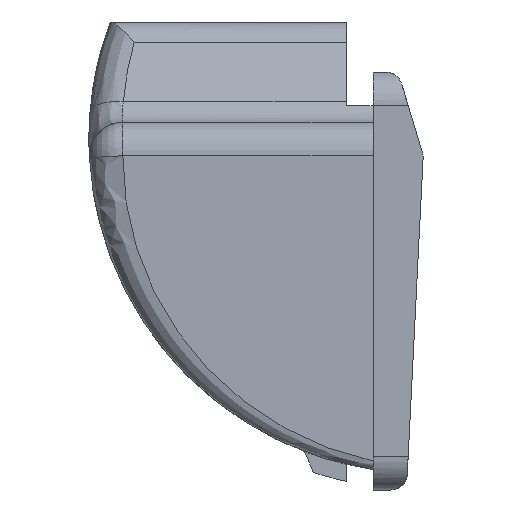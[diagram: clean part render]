
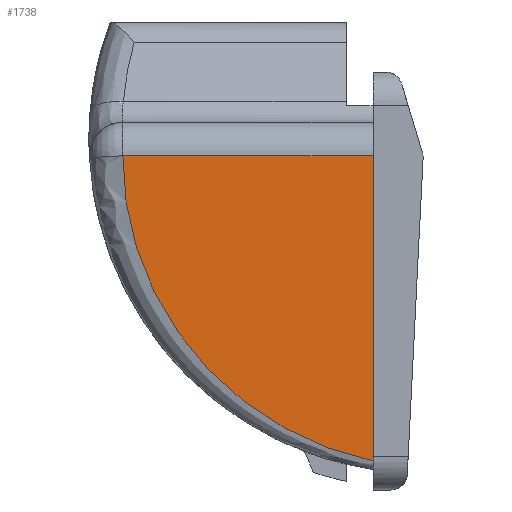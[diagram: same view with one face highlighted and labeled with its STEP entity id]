
A CAD part, left-side view. The second image highlights one B-rep face of the part: STEP entity #1738.
In plain terms, the highlighted planar face has unit normal (-1, 0, 0).
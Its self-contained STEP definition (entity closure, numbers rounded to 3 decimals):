
#103 = CARTESIAN_POINT ( 'NONE',  ( -48.5, 1000., 9.75 ) ) ;
#225 = CARTESIAN_POINT ( 'NONE',  ( -48.5, 14.119, 2.162 ) ) ;
#232 = CARTESIAN_POINT ( 'NONE',  ( -48.5, 6.877, -7.563 ) ) ;
#241 = CARTESIAN_POINT ( 'NONE',  ( -48.5, 1000., 7.75 ) ) ;
#245 = LINE ( 'NONE', #241, #895 ) ;
#250 = ORIENTED_EDGE ( 'NONE', *, *, #2310, .T. ) ;
#390 = DIRECTION ( 'NONE',  ( 0., 0., -1. ) ) ;
#457 = DIRECTION ( 'NONE',  ( 0., 1., 0. ) ) ;
#469 = CARTESIAN_POINT ( 'NONE',  ( -48.5, 13.997, 1.792 ) ) ;
#485 = CARTESIAN_POINT ( 'NONE',  ( -48.5, 6.309, -7.935 ) ) ;
#557 = PLANE ( 'NONE',  #2093 ) ;
#561 = VECTOR ( 'NONE', #390, 1000. ) ;
#566 = ORIENTED_EDGE ( 'NONE', *, *, #930, .F. ) ;
#567 = DIRECTION ( 'NONE',  ( -1., 0., 0. ) ) ;
#574 = CARTESIAN_POINT ( 'NONE',  ( -48.5, 0., 7.75 ) ) ;
#608 = CARTESIAN_POINT ( 'NONE',  ( -48.5, 14.972, 7.75 ) ) ;
#736 = CARTESIAN_POINT ( 'NONE',  ( -48.5, 12.961, -0.771 ) ) ;
#744 = CARTESIAN_POINT ( 'NONE',  ( -48.5, 4.204, -9.235 ) ) ;
#830 = ORIENTED_EDGE ( 'NONE', *, *, #1112, .T. ) ;
#895 = VECTOR ( 'NONE', #457, 1000. ) ;
#907 = CARTESIAN_POINT ( 'NONE',  ( -48.5, 0., -10.513 ) ) ;
#930 = EDGE_CURVE ( 'NONE', #1723, #2229, #3241, .T. ) ;
#952 = CARTESIAN_POINT ( 'NONE',  ( -48.5, 11.465, -3.096 ) ) ;
#963 = CARTESIAN_POINT ( 'NONE',  ( -48.5, 0., -10.513 ) ) ;
#994 = CARTESIAN_POINT ( 'NONE',  ( -48.5, 0., 0. ) ) ;
#1112 = EDGE_CURVE ( 'NONE', #1723, #2481, #245, .T. ) ;
#1193 = CARTESIAN_POINT ( 'NONE',  ( -48.5, 14.972, 7.75 ) ) ;
#1204 = CARTESIAN_POINT ( 'NONE',  ( -48.5, 11.062, -3.626 ) ) ;
#1460 = CARTESIAN_POINT ( 'NONE',  ( -48.5, 14.855, 5.171 ) ) ;
#1466 = CARTESIAN_POINT ( 'NONE',  ( -48.5, 10.219, -4.677 ) ) ;
#1482 = FACE_OUTER_BOUND ( 'NONE', #2061, .T. ) ;
#1704 = CARTESIAN_POINT ( 'NONE',  ( -48.5, 14.236, 2.534 ) ) ;
#1714 = CARTESIAN_POINT ( 'NONE',  ( -48.5, 7.649, -7.018 ) ) ;
#1723 = VERTEX_POINT ( 'NONE', #574 ) ;
#1738 = ADVANCED_FACE ( 'NONE', ( #1482 ), #557, .T. ) ;
#1950 = CARTESIAN_POINT ( 'NONE',  ( -48.5, 14.039, 1.914 ) ) ;
#1966 = CARTESIAN_POINT ( 'NONE',  ( -48.5, 6.538, -7.788 ) ) ;
#2061 = EDGE_LOOP ( 'NONE', ( #830, #250, #566 ) ) ;
#2093 = AXIS2_PLACEMENT_3D ( 'NONE', #103, #567, #2849 ) ;
#2204 = B_SPLINE_CURVE_WITH_KNOTS ( 'NONE', 3,
 ( #1193, #2976, #1460, #3234, #1704, #225, #1950, #469, #2205, #736, #2446, #952, #2708, #1204, #2986, #1466, #3249, #1714, #232, #1966, #485, #2212, #744, #2458, #963 ),
 .UNSPECIFIED., .F., .F.,
 ( 4, 1, 1, 1, 2, 2, 1, 1, 1, 2, 2, 1, 1, 1, 2, 2, 4 ),
 ( 0., 0.125, 0.187, 0.219, 0.234, 0.25, 0.375, 0.438, 0.469, 0.484, 0.5, 0.625, 0.688, 0.719, 0.734, 0.75, 1. ),
 .UNSPECIFIED. ) ;
#2205 = CARTESIAN_POINT ( 'NONE',  ( -48.5, 13.605, 0.667 ) ) ;
#2212 = CARTESIAN_POINT ( 'NONE',  ( -48.5, 6.195, -8.007 ) ) ;
#2229 = VERTEX_POINT ( 'NONE', #907 ) ;
#2310 = EDGE_CURVE ( 'NONE', #2481, #2229, #2204, .T. ) ;
#2446 = CARTESIAN_POINT ( 'NONE',  ( -48.5, 11.998, -2.34 ) ) ;
#2458 = CARTESIAN_POINT ( 'NONE',  ( -48.5, 2.178, -10.046 ) ) ;
#2481 = VERTEX_POINT ( 'NONE', #608 ) ;
#2708 = CARTESIAN_POINT ( 'NONE',  ( -48.5, 11.225, -3.415 ) ) ;
#2849 = DIRECTION ( 'NONE',  ( 0., 0., 1. ) ) ;
#2976 = CARTESIAN_POINT ( 'NONE',  ( -48.5, 14.978, 6.711 ) ) ;
#2986 = CARTESIAN_POINT ( 'NONE',  ( -48.5, 10.98, -3.73 ) ) ;
#3234 = CARTESIAN_POINT ( 'NONE',  ( -48.5, 14.481, 3.408 ) ) ;
#3241 = LINE ( 'NONE', #994, #561 ) ;
#3249 = CARTESIAN_POINT ( 'NONE',  ( -48.5, 9.109, -5.839 ) ) ;
